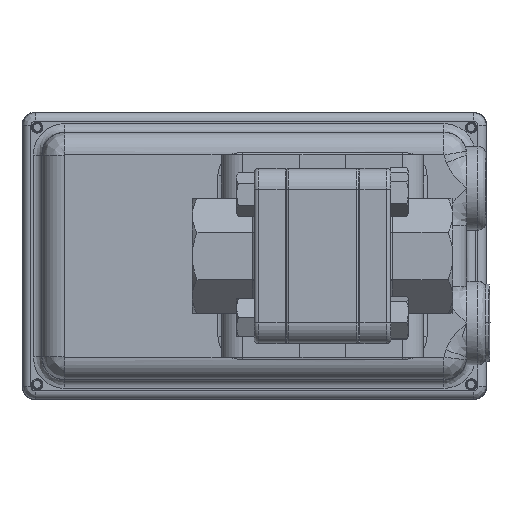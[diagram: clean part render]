
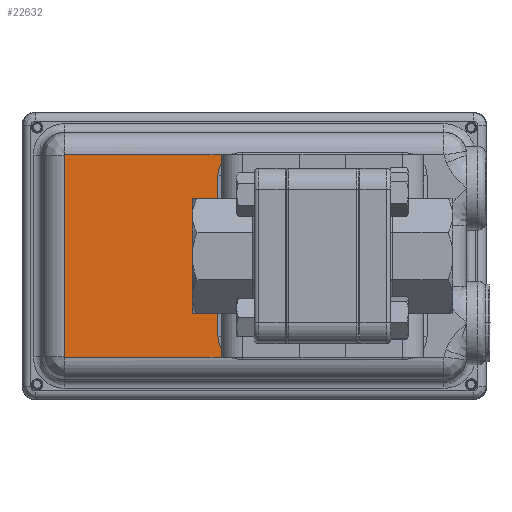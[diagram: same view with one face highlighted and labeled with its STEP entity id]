
A CAD part, front view. The second image highlights one B-rep face of the part: STEP entity #22632.
In plain terms, the highlighted planar face has unit normal (0, -1, 0).
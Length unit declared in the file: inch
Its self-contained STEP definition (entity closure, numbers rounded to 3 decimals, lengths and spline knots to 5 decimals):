
#944 = ORIENTED_EDGE ( 'NONE', *, *, #40106, .F. ) ;
#1514 = CARTESIAN_POINT ( 'NONE',  ( -1.5522, 4.76, -1.18559 ) ) ;
#1550 = VERTEX_POINT ( 'NONE', #4770 ) ;
#1675 = EDGE_CURVE ( 'NONE', #13818, #32631, #34216, .T. ) ;
#1684 = CARTESIAN_POINT ( 'NONE',  ( -1.37251, 4.76, 1.50218 ) ) ;
#2604 = CARTESIAN_POINT ( 'NONE',  ( -3.82391, 4.76, 1.50218 ) ) ;
#3009 = CARTESIAN_POINT ( 'NONE',  ( -1.37251, 4.76, 1.50218 ) ) ;
#3073 =( BOUNDED_CURVE ( )  B_SPLINE_CURVE ( 3, ( #1514, #21878, #25286, #4960 ),
 .UNSPECIFIED., .F., .T. ) 
 B_SPLINE_CURVE_WITH_KNOTS ( ( 4, 4 ),
 ( 0., 1. ),
 .UNSPECIFIED. ) 
 CURVE ( )  GEOMETRIC_REPRESENTATION_ITEM ( )  RATIONAL_B_SPLINE_CURVE ( ( 1., 0.912, 0.912, 1. ) ) 
 REPRESENTATION_ITEM ( '' )  );
#3767 = ORIENTED_EDGE ( 'NONE', *, *, #25784, .F. ) ;
#3884 = CARTESIAN_POINT ( 'NONE',  ( -3.82718, 4.76, -1.498 ) ) ;
#4770 = CARTESIAN_POINT ( 'NONE',  ( -3.82718, 4.76, 1.49891 ) ) ;
#4960 = CARTESIAN_POINT ( 'NONE',  ( -1.37251, 4.76, -1.49936 ) ) ;
#6212 = CARTESIAN_POINT ( 'NONE',  ( -1.5522, 4.76, 1.18841 ) ) ;
#6285 = EDGE_CURVE ( 'NONE', #35219, #22016, #23105, .T. ) ;
#6645 = LINE ( 'NONE', #39712, #41705 ) ;
#7856 = EDGE_CURVE ( 'NONE', #22016, #1550, #43127, .T. ) ;
#11790 =( BOUNDED_CURVE ( )  B_SPLINE_CURVE ( 3, ( #39921, #16134, #22960, #2604 ),
 .UNSPECIFIED., .F., .F. ) 
 B_SPLINE_CURVE_WITH_KNOTS ( ( 4, 4 ),
 ( 0., 1. ),
 .UNSPECIFIED. ) 
 CURVE ( )  GEOMETRIC_REPRESENTATION_ITEM ( )  RATIONAL_B_SPLINE_CURVE ( ( 1., 0.805, 0.805, 1. ) ) 
 REPRESENTATION_ITEM ( '' )  );
#11817 = CARTESIAN_POINT ( 'NONE',  ( -1.5522, 4.76, -1.18559 ) ) ;
#13289 = CARTESIAN_POINT ( 'NONE',  ( -1.5522, 4.76, 1.18841 ) ) ;
#13818 = VERTEX_POINT ( 'NONE', #41505 ) ;
#16134 = CARTESIAN_POINT ( 'NONE',  ( -3.82718, 4.76, 1.50083 ) ) ;
#16614 = PLANE ( 'NONE',  #30474 ) ;
#18265 = FACE_OUTER_BOUND ( 'NONE', #35518, .T. ) ;
#18671 = CARTESIAN_POINT ( 'NONE',  ( -3.82391, 4.76, -1.49936 ) ) ;
#19119 =( BOUNDED_CURVE ( )  B_SPLINE_CURVE ( 3, ( #3009, #43790, #33626, #13289 ),
 .UNSPECIFIED., .F., .F. ) 
 B_SPLINE_CURVE_WITH_KNOTS ( ( 4, 4 ),
 ( 0., 1. ),
 .UNSPECIFIED. ) 
 CURVE ( )  GEOMETRIC_REPRESENTATION_ITEM ( )  RATIONAL_B_SPLINE_CURVE ( ( 1., 0.912, 0.912, 1. ) ) 
 REPRESENTATION_ITEM ( '' )  );
#19997 = DIRECTION ( 'NONE',  ( -1., 0., -0.015 ) ) ;
#20522 = CARTESIAN_POINT ( 'NONE',  ( -3.82391, 4.76, -1.49936 ) ) ;
#20962 = EDGE_CURVE ( 'NONE', #37146, #35219, #6645, .T. ) ;
#21127 = ORIENTED_EDGE ( 'NONE', *, *, #20962, .F. ) ;
#21878 = CARTESIAN_POINT ( 'NONE',  ( -1.5522, 4.76, -1.31776 ) ) ;
#22016 = VERTEX_POINT ( 'NONE', #24532 ) ;
#22632 = ADVANCED_FACE ( 'NONE', ( #18265 ), #16614, .F. ) ;
#22934 = DIRECTION ( 'NONE',  ( 0., 0., 1. ) ) ;
#22960 = CARTESIAN_POINT ( 'NONE',  ( -3.82583, 4.76, 1.50218 ) ) ;
#23105 =( BOUNDED_CURVE ( )  B_SPLINE_CURVE ( 3, ( #20522, #24240, #3884, #34329 ),
 .UNSPECIFIED., .F., .T. ) 
 B_SPLINE_CURVE_WITH_KNOTS ( ( 4, 4 ),
 ( 0., 1. ),
 .UNSPECIFIED. ) 
 CURVE ( )  GEOMETRIC_REPRESENTATION_ITEM ( )  RATIONAL_B_SPLINE_CURVE ( ( 1., 0.805, 0.805, 1. ) ) 
 REPRESENTATION_ITEM ( '' )  );
#24240 = CARTESIAN_POINT ( 'NONE',  ( -3.82583, 4.76, -1.49936 ) ) ;
#24532 = CARTESIAN_POINT ( 'NONE',  ( -3.82718, 4.76, -1.49609 ) ) ;
#24997 = VECTOR ( 'NONE', #22934, 39.37008 ) ;
#25286 = CARTESIAN_POINT ( 'NONE',  ( -1.48652, 4.76, -1.43247 ) ) ;
#25427 = CARTESIAN_POINT ( 'NONE',  ( 1.80109, 4.76, 1.50218 ) ) ;
#25671 = ORIENTED_EDGE ( 'NONE', *, *, #38333, .F. ) ;
#25784 = EDGE_CURVE ( 'NONE', #26221, #34429, #36763, .T. ) ;
#26221 = VERTEX_POINT ( 'NONE', #6212 ) ;
#26581 = DIRECTION ( 'NONE',  ( -1., 0., 0. ) ) ;
#26717 = DIRECTION ( 'NONE',  ( 1., 0., 0. ) ) ;
#27698 = VECTOR ( 'NONE', #44024, 39.37008 ) ;
#30117 = CARTESIAN_POINT ( 'NONE',  ( 1.80109, 4.76, -1.49609 ) ) ;
#30474 = AXIS2_PLACEMENT_3D ( 'NONE', #30117, #40397, #19997 ) ;
#30522 = ORIENTED_EDGE ( 'NONE', *, *, #7856, .F. ) ;
#31887 = ORIENTED_EDGE ( 'NONE', *, *, #6285, .F. ) ;
#32631 = VERTEX_POINT ( 'NONE', #1684 ) ;
#32713 = EDGE_CURVE ( 'NONE', #32631, #26221, #19119, .T. ) ;
#33165 = VECTOR ( 'NONE', #26717, 39.37008 ) ;
#33268 = CARTESIAN_POINT ( 'NONE',  ( -1.37251, 4.76, -1.49936 ) ) ;
#33626 = CARTESIAN_POINT ( 'NONE',  ( -1.5522, 4.76, 1.32059 ) ) ;
#34216 = LINE ( 'NONE', #25427, #33165 ) ;
#34329 = CARTESIAN_POINT ( 'NONE',  ( -3.82718, 4.76, -1.49609 ) ) ;
#34429 = VERTEX_POINT ( 'NONE', #11817 ) ;
#35219 = VERTEX_POINT ( 'NONE', #18671 ) ;
#35518 = EDGE_LOOP ( 'NONE', ( #43852, #42581, #944, #30522, #31887, #21127, #25671, #3767 ) ) ;
#36763 = LINE ( 'NONE', #37145, #27698 ) ;
#37145 = CARTESIAN_POINT ( 'NONE',  ( -1.5522, 4.76, 1.18841 ) ) ;
#37146 = VERTEX_POINT ( 'NONE', #33268 ) ;
#38333 = EDGE_CURVE ( 'NONE', #34429, #37146, #3073, .T. ) ;
#39712 = CARTESIAN_POINT ( 'NONE',  ( -0.00141, 4.76, -1.49936 ) ) ;
#39921 = CARTESIAN_POINT ( 'NONE',  ( -3.82718, 4.76, 1.49891 ) ) ;
#40062 = CARTESIAN_POINT ( 'NONE',  ( -3.82718, 4.76, 0.00141 ) ) ;
#40106 = EDGE_CURVE ( 'NONE', #1550, #13818, #11790, .T. ) ;
#40397 = DIRECTION ( 'NONE',  ( 0., 1., 0. ) ) ;
#41505 = CARTESIAN_POINT ( 'NONE',  ( -3.82391, 4.76, 1.50218 ) ) ;
#41705 = VECTOR ( 'NONE', #26581, 39.37008 ) ;
#42581 = ORIENTED_EDGE ( 'NONE', *, *, #1675, .F. ) ;
#43127 = LINE ( 'NONE', #40062, #24997 ) ;
#43790 = CARTESIAN_POINT ( 'NONE',  ( -1.48652, 4.76, 1.43529 ) ) ;
#43852 = ORIENTED_EDGE ( 'NONE', *, *, #32713, .F. ) ;
#44024 = DIRECTION ( 'NONE',  ( 0., 0., -1. ) ) ;
